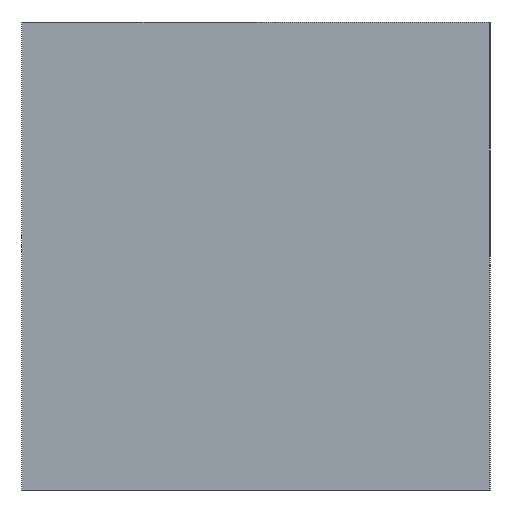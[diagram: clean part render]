
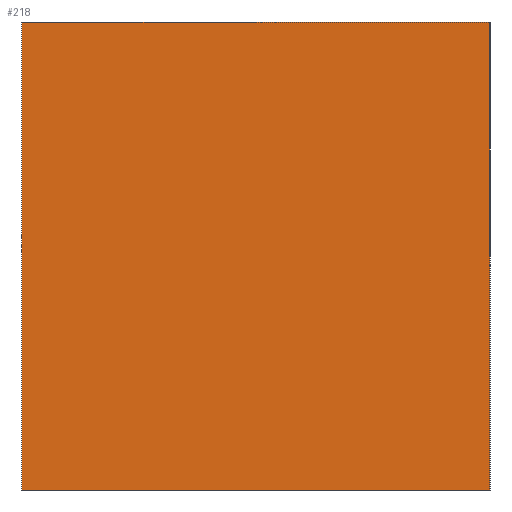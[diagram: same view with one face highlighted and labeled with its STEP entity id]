
A CAD part, left-side view. The second image highlights one B-rep face of the part: STEP entity #218.
In plain terms, the highlighted planar face has unit normal (-1, 0, 0).
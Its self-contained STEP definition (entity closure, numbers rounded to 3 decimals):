
#118=CARTESIAN_POINT('Vertex',(0.,25.,25.)) ;
#123=CARTESIAN_POINT('Line Origine',(0.,12.5,25.)) ;
#127=CARTESIAN_POINT('Vertex',(0.,0.,25.)) ;
#162=CARTESIAN_POINT('Vertex',(0.,0.,0.)) ;
#167=CARTESIAN_POINT('Line Origine',(0.,12.5,0.)) ;
#171=CARTESIAN_POINT('Vertex',(0.,25.,0.)) ;
#197=CARTESIAN_POINT('Axis2P3D Location',(0.,0.,0.)) ;
#202=CARTESIAN_POINT('Line Origine',(0.,0.,12.5)) ;
#207=CARTESIAN_POINT('Line Origine',(0.,25.,12.5)) ;
#125=VECTOR('Line Direction',#124,1.) ;
#169=VECTOR('Line Direction',#168,1.) ;
#204=VECTOR('Line Direction',#203,1.) ;
#209=VECTOR('Line Direction',#208,1.) ;
#124=DIRECTION('Vector Direction',(0.,-1.,0.)) ;
#168=DIRECTION('Vector Direction',(0.,1.,0.)) ;
#198=DIRECTION('Axis2P3D Direction',(1.,0.,0.)) ;
#199=DIRECTION('Axis2P3D XDirection',(0.,1.,0.)) ;
#203=DIRECTION('Vector Direction',(0.,0.,-1.)) ;
#208=DIRECTION('Vector Direction',(0.,0.,1.)) ;
#200=AXIS2_PLACEMENT_3D('Plane Axis2P3D',#197,#198,#199) ;
#126=LINE('Line',#123,#125) ;
#170=LINE('Line',#167,#169) ;
#205=LINE('Line',#202,#204) ;
#210=LINE('Line',#207,#209) ;
#201=PLANE('',#200) ;
#129=EDGE_CURVE('',#119,#128,#126,.T.) ;
#173=EDGE_CURVE('',#163,#172,#170,.T.) ;
#206=EDGE_CURVE('',#128,#163,#205,.T.) ;
#211=EDGE_CURVE('',#172,#119,#210,.T.) ;
#213=ORIENTED_EDGE('',*,*,#206,.F.) ;
#214=ORIENTED_EDGE('',*,*,#129,.F.) ;
#215=ORIENTED_EDGE('',*,*,#211,.F.) ;
#216=ORIENTED_EDGE('',*,*,#173,.F.) ;
#212=EDGE_LOOP('',(#213,#214,#215,#216)) ;
#119=VERTEX_POINT('',#118) ;
#128=VERTEX_POINT('',#127) ;
#163=VERTEX_POINT('',#162) ;
#172=VERTEX_POINT('',#171) ;
#218=ADVANCED_FACE('Corps principal',(#217),#201,.F.) ;
#217=FACE_OUTER_BOUND('',#212,.T.) ;
